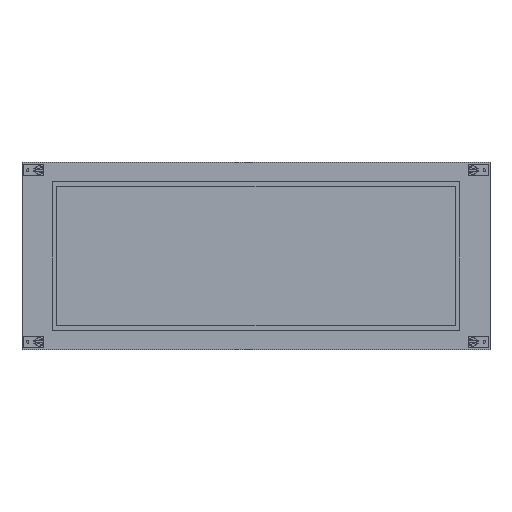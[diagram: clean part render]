
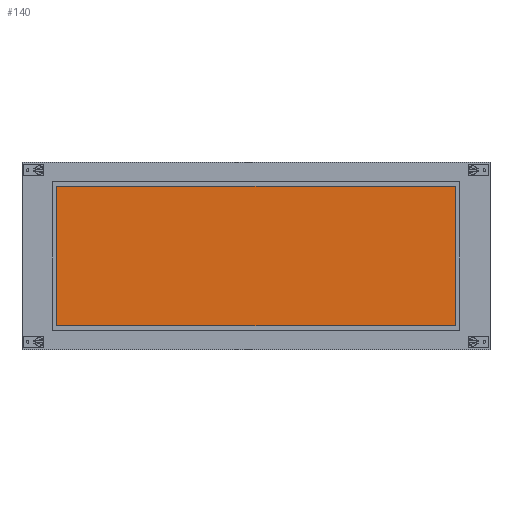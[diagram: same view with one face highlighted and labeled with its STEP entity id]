
A CAD part, top view. The second image highlights one B-rep face of the part: STEP entity #140.
In plain terms, the highlighted planar face has unit normal (0, 0, 1).
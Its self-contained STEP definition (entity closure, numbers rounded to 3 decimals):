
#61=DIRECTION('',(0.,1.,0.));
#62=VECTOR('',#61,239.95);
#63=CARTESIAN_POINT('',(-577.225,-244.975,-1.));
#64=LINE('',#63,#62);
#65=DIRECTION('',(1.,0.,0.));
#66=VECTOR('',#65,654.45);
#67=CARTESIAN_POINT('',(-577.225,-244.975,-1.));
#68=LINE('',#67,#66);
#77=DIRECTION('',(-1.,0.,0.));
#78=VECTOR('',#77,654.45);
#79=CARTESIAN_POINT('',(77.225,-5.025,-1.));
#80=LINE('',#79,#78);
#101=DIRECTION('',(0.,1.,0.));
#102=VECTOR('',#101,239.95);
#103=CARTESIAN_POINT('',(77.225,-244.975,-1.));
#104=LINE('',#103,#102);
#109=CARTESIAN_POINT('',(77.225,-244.975,-1.));
#110=CARTESIAN_POINT('',(77.225,-5.025,-1.));
#111=VERTEX_POINT('',#109);
#112=VERTEX_POINT('',#110);
#117=CARTESIAN_POINT('',(-577.225,-244.975,-1.));
#118=CARTESIAN_POINT('',(-577.225,-5.025,-1.));
#119=VERTEX_POINT('',#117);
#120=VERTEX_POINT('',#118);
#125=CARTESIAN_POINT('',(0.,0.,-1.));
#126=DIRECTION('',(0.,0.,-1.));
#127=DIRECTION('',(-1.,0.,0.));
#128=AXIS2_PLACEMENT_3D('',#125,#126,#127);
#129=PLANE('',#128);
#131=ORIENTED_EDGE('',*,*,#130,.F.);
#133=ORIENTED_EDGE('',*,*,#132,.T.);
#135=ORIENTED_EDGE('',*,*,#134,.F.);
#137=ORIENTED_EDGE('',*,*,#136,.F.);
#138=EDGE_LOOP('',(#131,#133,#135,#137));
#139=FACE_OUTER_BOUND('',#138,.F.);
#130=EDGE_CURVE('',#119,#111,#68,.T.);
#132=EDGE_CURVE('',#119,#120,#64,.T.);
#134=EDGE_CURVE('',#112,#120,#80,.T.);
#136=EDGE_CURVE('',#111,#112,#104,.T.);
#140=ADVANCED_FACE('',(#139),#129,.F.);
